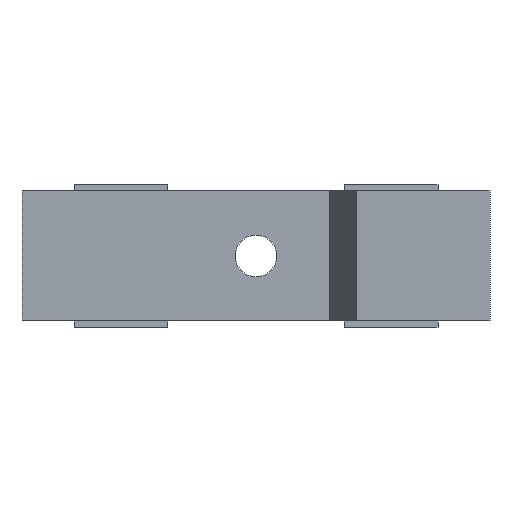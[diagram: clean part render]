
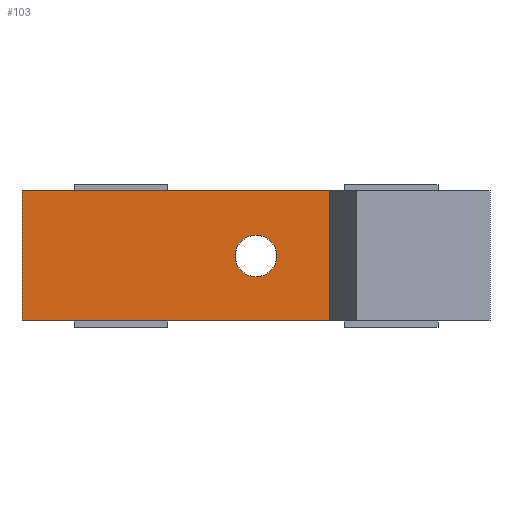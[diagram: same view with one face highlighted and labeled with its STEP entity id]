
A CAD part, front view. The second image highlights one B-rep face of the part: STEP entity #103.
In plain terms, the highlighted planar face has unit normal (0, -1, 0).
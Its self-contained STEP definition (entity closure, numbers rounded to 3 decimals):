
#47=CIRCLE('',#3075,1.2);
#68=FACE_BOUND('',#556,.T.);
#69=FACE_BOUND('',#557,.T.);
#103=ADVANCED_FACE('',(#68,#69),#256,.F.);
#256=PLANE('',#3076);
#556=EDGE_LOOP('',(#953));
#557=EDGE_LOOP('',(#954,#955,#956,#957));
#953=ORIENTED_EDGE('',*,*,#2050,.T.);
#954=ORIENTED_EDGE('',*,*,#1974,.T.);
#955=ORIENTED_EDGE('',*,*,#2051,.F.);
#956=ORIENTED_EDGE('',*,*,#1908,.F.);
#957=ORIENTED_EDGE('',*,*,#2048,.T.);
#1626=VERTEX_POINT('',#4134);
#1627=VERTEX_POINT('',#4136);
#1691=VERTEX_POINT('',#4266);
#1692=VERTEX_POINT('',#4268);
#1751=VERTEX_POINT('',#4412);
#1908=EDGE_CURVE('',#1626,#1627,#2326,.T.);
#1974=EDGE_CURVE('',#1692,#1691,#2392,.T.);
#2048=EDGE_CURVE('',#1626,#1692,#2465,.T.);
#2050=EDGE_CURVE('',#1751,#1751,#47,.T.);
#2051=EDGE_CURVE('',#1627,#1691,#2467,.T.);
#2326=LINE('',#4135,#2736);
#2392=LINE('',#4267,#2802);
#2465=LINE('',#4408,#2875);
#2467=LINE('',#4413,#2877);
#2736=VECTOR('',#3320,1.);
#2802=VECTOR('',#3388,1.);
#2875=VECTOR('',#3479,1.);
#2877=VECTOR('',#3485,1.);
#3075=AXIS2_PLACEMENT_3D('',#4411,#3483,#3484);
#3076=AXIS2_PLACEMENT_3D('',#4414,#3486,#3487);
#3320=DIRECTION('',(1.,0.,0.));
#3388=DIRECTION('',(1.,0.,0.));
#3479=DIRECTION('',(0.,0.,-1.));
#3483=DIRECTION('',(0.,1.,0.));
#3484=DIRECTION('',(-1.,0.,0.));
#3485=DIRECTION('',(0.,0.,-1.));
#3486=DIRECTION('',(0.,1.,0.));
#3487=DIRECTION('',(-1.,0.,0.));
#4134=CARTESIAN_POINT('',(-13.5,10.4,7.5));
#4135=CARTESIAN_POINT('',(-13.5,10.4,7.5));
#4136=CARTESIAN_POINT('',(4.222,10.4,7.5));
#4266=CARTESIAN_POINT('',(4.222,10.4,0.));
#4267=CARTESIAN_POINT('',(-13.5,10.4,0.));
#4268=CARTESIAN_POINT('',(-13.5,10.4,0.));
#4408=CARTESIAN_POINT('',(-13.5,10.4,7.5));
#4411=CARTESIAN_POINT('',(0.,10.4,3.75));
#4412=CARTESIAN_POINT('',(-1.2,10.4,3.75));
#4413=CARTESIAN_POINT('',(4.222,10.4,7.5));
#4414=CARTESIAN_POINT('',(-13.5,10.4,7.5));
